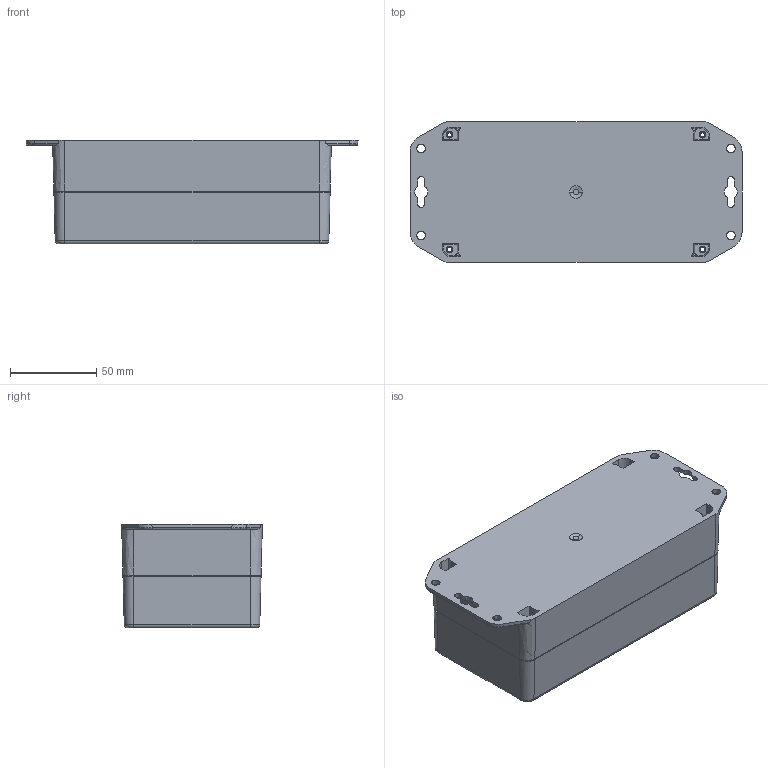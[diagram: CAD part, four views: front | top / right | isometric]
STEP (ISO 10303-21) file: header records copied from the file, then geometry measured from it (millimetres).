
FILE_DESCRIPTION (( 'STEP AP203' ), '1' );
FILE_NAME ('ZP160.80.60U.STEP', '2024-06-10T09:11:32', ( '' ), ( '' ), 'SwSTEP 2.0', 'SolidWorks 2015', '' );
FILE_SCHEMA (( 'CONFIG_CONTROL_DESIGN' ));
Length unit declared in the file: millimetre
Products named in the file (4): ZPB160.80.30U; ZPC160.80.30; Sleeve; ZP160.80.60U
Assembly tree (6 placements, depth 2):
  ZP160.80.60U
    ZPB160.80.30U
    ZPC160.80.30
    Sleeve  x4
Bounding box: 192.32 x 81.54 x 60 mm (x, y, z)
Volume: 199417.7 mm3; surface area: 127170.5 mm2
Topology: 6 solids, 6 shells, 1733 faces, 3994 edges, 2360 vertices
Faces by surface type: plane 969, cone 320, bspline 252, cylinder 192
Entity records: 47166 total; most frequent: CARTESIAN_POINT 24314, ORIENTED_EDGE 5092, DIRECTION 3899, EDGE_CURVE 2546, VERTEX_POINT 1610, AXIS2_PLACEMENT_3D 1395, EDGE_LOOP 1156, VECTOR 1109
